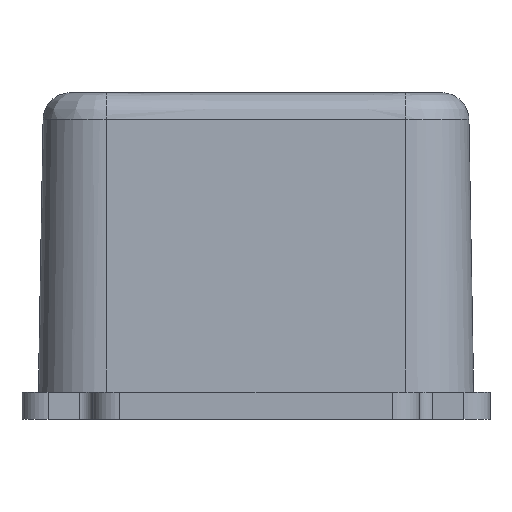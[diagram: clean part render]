
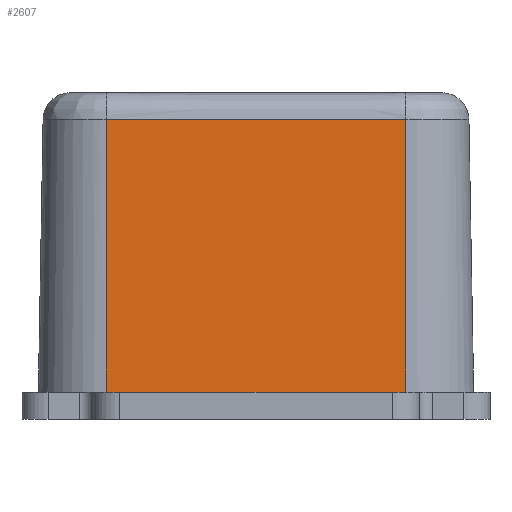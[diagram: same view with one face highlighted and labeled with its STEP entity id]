
A CAD part, left-side view. The second image highlights one B-rep face of the part: STEP entity #2607.
In plain terms, the highlighted planar face has unit normal (-1, 0, 0.018).
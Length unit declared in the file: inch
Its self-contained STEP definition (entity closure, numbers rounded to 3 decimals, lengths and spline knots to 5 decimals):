
#279=CARTESIAN_POINT('',(0.64,-0.688,0.));
#280=VERTEX_POINT('',#279);
#288=CARTESIAN_POINT('',(0.64,0.688,0.));
#289=VERTEX_POINT('',#288);
#290=CARTESIAN_POINT('',(0.64,0.688,0.));
#291=DIRECTION('',(0.,-1.,0.));
#292=VECTOR('',#291,1.);
#293=LINE('',#290,#292);
#294=EDGE_CURVE('',#289,#280,#293,.T.);
#1272=CARTESIAN_POINT('',(0.66186,-0.688,1.25218));
#1273=VERTEX_POINT('',#1272);
#1554=CARTESIAN_POINT('',(0.66186,0.688,1.25218));
#1555=VERTEX_POINT('',#1554);
#1563=CARTESIAN_POINT('',(0.66186,0.688,1.25218));
#1564=CARTESIAN_POINT('',(0.66186,-0.688,1.25218));
#1565=B_SPLINE_CURVE_WITH_KNOTS('',1,(#1563,#1564),.UNSPECIFIED.,.F.,.F.,(2,2),(-1.376,0.),.UNSPECIFIED.);
#1566=EDGE_CURVE('',#1555,#1273,#1565,.T.);
#2237=CARTESIAN_POINT('',(0.66186,-0.688,1.25218));
#2238=CARTESIAN_POINT('',(0.64,-0.688,0.));
#2239=B_SPLINE_CURVE_WITH_KNOTS('',1,(#2237,#2238),.UNSPECIFIED.,.F.,.F.,(2,2),(0.08932,1.),.UNSPECIFIED.);
#2240=EDGE_CURVE('',#1273,#280,#2239,.T.);
#2592=ORIENTED_EDGE('',*,*,#1566,.F.);
#2593=CARTESIAN_POINT('',(0.66186,0.688,1.25218));
#2594=CARTESIAN_POINT('',(0.64,0.688,0.));
#2595=B_SPLINE_CURVE_WITH_KNOTS('',1,(#2593,#2594),.UNSPECIFIED.,.F.,.F.,(2,2),(0.08932,1.),.UNSPECIFIED.);
#2596=EDGE_CURVE('',#1555,#289,#2595,.T.);
#2597=ORIENTED_EDGE('',*,*,#2596,.T.);
#2598=ORIENTED_EDGE('',*,*,#294,.T.);
#2599=ORIENTED_EDGE('',*,*,#2240,.F.);
#2600=EDGE_LOOP('',(#2592,#2597,#2598,#2599));
#2601=FACE_OUTER_BOUND('',#2600,.T.);
#2602=CARTESIAN_POINT('',(0.6648,0.79462,1.42069));
#2603=DIRECTION('',(-1.,0.,0.017));
#2604=DIRECTION('',(0.,1.,0.));
#2605=AXIS2_PLACEMENT_3D('',#2602,#2603,#2604);
#2606=PLANE('',#2605);
#2607=ADVANCED_FACE('',(#2601),#2606,.T.);
